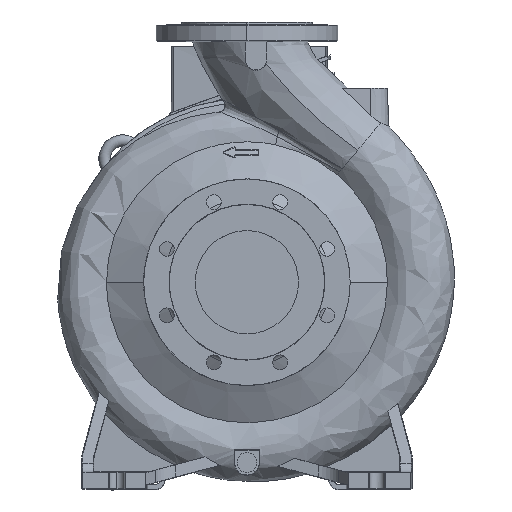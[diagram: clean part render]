
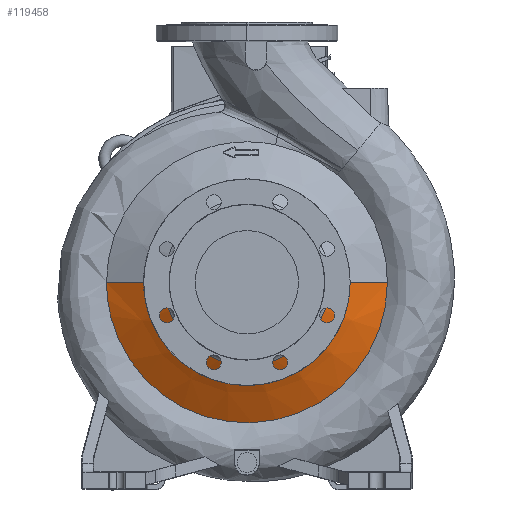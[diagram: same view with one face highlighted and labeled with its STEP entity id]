
A CAD part, top view. The second image highlights one B-rep face of the part: STEP entity #119458.
In plain terms, the highlighted conical face has half-angle 61.633 degrees and reference radius 170 mm.
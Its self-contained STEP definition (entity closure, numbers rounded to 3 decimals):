
#5848 = CARTESIAN_POINT ( 'NONE',  ( -72.825, -100.228, 250. ) ) ;
#6009 = EDGE_CURVE ( 'NONE', #62065, #44612, #111230, .T. ) ;
#6539 = CARTESIAN_POINT ( 'NONE',  ( -110.5, 167.108, 215.855 ) ) ;
#7228 = CARTESIAN_POINT ( 'NONE',  ( -110.5, 132.156, 143.063 ) ) ;
#7921 = CARTESIAN_POINT ( 'NONE',  ( -110.5, -107.621, 118.399 ) ) ;
#8600 = CARTESIAN_POINT ( 'NONE',  ( -110.5, -119.341, 128.88 ) ) ;
#10319 = CARTESIAN_POINT ( 'NONE',  ( -110.5, 0., 250. ) ) ;
#10988 = DIRECTION ( 'NONE',  ( -1., 0., 0. ) ) ;
#15992 = CARTESIAN_POINT ( 'NONE',  ( -110.5, -170., 250. ) ) ;
#16882 = CARTESIAN_POINT ( 'NONE',  ( -110.5, 170., 250. ) ) ;
#17008 = CARTESIAN_POINT ( 'NONE',  ( -110.5, -115.416, 125.124 ) ) ;
#17684 = CARTESIAN_POINT ( 'NONE',  ( -110.5, -169.413, 235.577 ) ) ;
#18370 = CARTESIAN_POINT ( 'NONE',  ( -110.5, -170., 247.881 ) ) ;
#19061 = CARTESIAN_POINT ( 'NONE',  ( -110.5, 97.983, 109.908 ) ) ;
#19733 = CARTESIAN_POINT ( 'NONE',  ( -110.5, -156.632, 180.726 ) ) ;
#22834 = ORIENTED_EDGE ( 'NONE', *, *, #64918, .F. ) ;
#24440 = ORIENTED_EDGE ( 'NONE', *, *, #54234, .F. ) ;
#25235 = DIRECTION ( 'NONE',  ( -0.475, 0.88, 0. ) ) ;
#26484 = VECTOR ( 'NONE', #25235, 1000. ) ;
#27442 = CARTESIAN_POINT ( 'NONE',  ( -110.5, 73.806, 95.579 ) ) ;
#28134 = CARTESIAN_POINT ( 'NONE',  ( -110.5, -168.631, 228.33 ) ) ;
#28811 = CARTESIAN_POINT ( 'NONE',  ( -110.5, 169.47, 235.658 ) ) ;
#29500 = CARTESIAN_POINT ( 'NONE',  ( -110.5, -91.698, 105.678 ) ) ;
#30180 = CARTESIAN_POINT ( 'NONE',  ( -110.5, 25.652, 81.902 ) ) ;
#35815 = CARTESIAN_POINT ( 'NONE',  ( -110.5, 169.735, 239.238 ) ) ;
#37879 = CARTESIAN_POINT ( 'NONE',  ( -110.5, 14.289, 80.601 ) ) ;
#38109 = DIRECTION ( 'NONE',  ( 0., 0., 1. ) ) ;
#38556 = CARTESIAN_POINT ( 'NONE',  ( -110.5, 170., 250. ) ) ;
#38576 = CARTESIAN_POINT ( 'NONE',  ( -110.5, 22.952, 81.512 ) ) ;
#38855 = CONICAL_SURFACE ( 'NONE', #58798, 170., 1.076 ) ;
#39255 = CARTESIAN_POINT ( 'NONE',  ( -110.5, -169.815, 241.525 ) ) ;
#39591 = CARTESIAN_POINT ( 'NONE',  ( -110.5, -170., 250. ) ) ;
#39828 = ORIENTED_EDGE ( 'NONE', *, *, #6009, .T. ) ;
#39936 = CARTESIAN_POINT ( 'NONE',  ( -110.5, 125.534, 135.315 ) ) ;
#40260 = CARTESIAN_POINT ( 'NONE',  ( -72.825, 100.228, 250. ) ) ;
#40612 = CARTESIAN_POINT ( 'NONE',  ( -110.5, 14.553, 80.624 ) ) ;
#43798 = ORIENTED_EDGE ( 'NONE', *, *, #76162, .T. ) ;
#44612 = VERTEX_POINT ( 'NONE', #39591 ) ;
#48312 = CARTESIAN_POINT ( 'NONE',  ( -110.5, 14.421, 80.613 ) ) ;
#48993 = CARTESIAN_POINT ( 'NONE',  ( -110.5, 163.286, 199.896 ) ) ;
#49694 = CARTESIAN_POINT ( 'NONE',  ( -110.5, 129.09, 139.355 ) ) ;
#50387 = CARTESIAN_POINT ( 'NONE',  ( -110.5, 147.952, 164.661 ) ) ;
#51066 = CARTESIAN_POINT ( 'NONE',  ( -110.5, 154.087, 175.939 ) ) ;
#52735 = VERTEX_POINT ( 'NONE', #38556 ) ;
#54234 = EDGE_CURVE ( 'NONE', #52735, #44612, #58096, .T. ) ;
#58096 = B_SPLINE_CURVE_WITH_KNOTS ( 'NONE', 7,
 ( #110178, #110870, #88610, #35815, #28811, #92740, #6539, #48993, #72604, #51066, #50387, #125399, #7228, #124714, #102501, #135148, #49694, #70535, #39936, #103192, #60110, #104548, #19061, #71922, #27442, #81621, #133779, #122677, #30180, #38576, #93422, #135829, #40612, #48312, #37879, #90669, #133085, #69867, #80272, #82304, #60804, #29500, #114302, #61490, #7921, #82990, #91368, #112245, #17008, #103864, #8600, #114971, #59440, #123351, #19733, #62168, #101815, #80953, #28134, #92060, #112921, #17684, #134463, #39255, #124024, #71225, #18370, #113606 ),
 .UNSPECIFIED., .F., .F.,
 ( 8, 5, 5, 5, 5, 5, 5, 5, 5, 5, 5, 5, 5, 8 ),
 ( 0.148, 0.173, 0.263, 0.267, 0.284, 0.381, 0.4, 0.401, 0.529, 0.534, 0.553, 0.655, 0.667, 0.682 ),
 .UNSPECIFIED. ) ;
#58420 = DIRECTION ( 'NONE',  ( -0.475, -0.88, 0. ) ) ;
#58646 = CIRCLE ( 'NONE', #103002, 100.228 ) ;
#58798 = AXIS2_PLACEMENT_3D ( 'NONE', #10319, #10988, #68502 ) ;
#59440 = CARTESIAN_POINT ( 'NONE',  ( -110.5, -142.239, 154.989 ) ) ;
#60110 = CARTESIAN_POINT ( 'NONE',  ( -110.5, 122.258, 131.837 ) ) ;
#60804 = CARTESIAN_POINT ( 'NONE',  ( -110.5, -75.363, 95.794 ) ) ;
#61490 = CARTESIAN_POINT ( 'NONE',  ( -110.5, -107.065, 117.947 ) ) ;
#62065 = VERTEX_POINT ( 'NONE', #5848 ) ;
#62168 = CARTESIAN_POINT ( 'NONE',  ( -110.5, -161.814, 194.543 ) ) ;
#64918 = EDGE_CURVE ( 'NONE', #92575, #52735, #111432, .T. ) ;
#68502 = DIRECTION ( 'NONE',  ( 0., -1., 0. ) ) ;
#69677 = VECTOR ( 'NONE', #58420, 1000. ) ;
#69867 = CARTESIAN_POINT ( 'NONE',  ( -110.5, -22.616, 79.861 ) ) ;
#70088 = DIRECTION ( 'NONE',  ( -1., 0., 0. ) ) ;
#70535 = CARTESIAN_POINT ( 'NONE',  ( -110.5, 127.128, 137.093 ) ) ;
#71225 = CARTESIAN_POINT ( 'NONE',  ( -110.5, -169.969, 245.762 ) ) ;
#71922 = CARTESIAN_POINT ( 'NONE',  ( -110.5, 86.245, 102.167 ) ) ;
#72604 = CARTESIAN_POINT ( 'NONE',  ( -110.5, 159.214, 187.72 ) ) ;
#76162 = EDGE_CURVE ( 'NONE', #92575, #62065, #58646, .T. ) ;
#80272 = CARTESIAN_POINT ( 'NONE',  ( -110.5, -40.81, 82.943 ) ) ;
#80953 = CARTESIAN_POINT ( 'NONE',  ( -110.5, -168.4, 226.623 ) ) ;
#81621 = CARTESIAN_POINT ( 'NONE',  ( -110.5, 60.803, 90.22 ) ) ;
#82304 = CARTESIAN_POINT ( 'NONE',  ( -110.5, -58.503, 88.287 ) ) ;
#82990 = CARTESIAN_POINT ( 'NONE',  ( -110.5, -108.174, 118.854 ) ) ;
#88610 = CARTESIAN_POINT ( 'NONE',  ( -110.5, 169.912, 242.824 ) ) ;
#90669 = CARTESIAN_POINT ( 'NONE',  ( -110.5, 14.157, 80.59 ) ) ;
#91368 = CARTESIAN_POINT ( 'NONE',  ( -110.5, -110.814, 121.047 ) ) ;
#92060 = CARTESIAN_POINT ( 'NONE',  ( -110.5, -168.842, 230.041 ) ) ;
#92575 = VERTEX_POINT ( 'NONE', #40260 ) ;
#92740 = CARTESIAN_POINT ( 'NONE',  ( -110.5, 169.117, 232.086 ) ) ;
#93422 = CARTESIAN_POINT ( 'NONE',  ( -110.5, 20.246, 81.173 ) ) ;
#101815 = CARTESIAN_POINT ( 'NONE',  ( -110.5, -166.014, 210.439 ) ) ;
#102501 = CARTESIAN_POINT ( 'NONE',  ( -110.5, 131.39, 142.123 ) ) ;
#103002 = AXIS2_PLACEMENT_3D ( 'NONE', #133318, #70088, #38109 ) ;
#103192 = CARTESIAN_POINT ( 'NONE',  ( -110.5, 123.91, 133.563 ) ) ;
#103864 = CARTESIAN_POINT ( 'NONE',  ( -110.5, -117.396, 126.984 ) ) ;
#104548 = CARTESIAN_POINT ( 'NONE',  ( -110.5, 110.763, 120.218 ) ) ;
#110178 = CARTESIAN_POINT ( 'NONE',  ( -110.5, 170., 250. ) ) ;
#110870 = CARTESIAN_POINT ( 'NONE',  ( -110.5, 170., 246.412 ) ) ;
#111230 = LINE ( 'NONE', #15992, #69677 ) ;
#111432 = LINE ( 'NONE', #16882, #26484 ) ;
#112245 = CARTESIAN_POINT ( 'NONE',  ( -110.5, -113.402, 123.302 ) ) ;
#112921 = CARTESIAN_POINT ( 'NONE',  ( -110.5, -169.033, 231.753 ) ) ;
#113606 = CARTESIAN_POINT ( 'NONE',  ( -110.5, -170., 250. ) ) ;
#114302 = CARTESIAN_POINT ( 'NONE',  ( -110.5, -106.508, 117.497 ) ) ;
#114971 = CARTESIAN_POINT ( 'NONE',  ( -110.5, -131.537, 141.222 ) ) ;
#119458 = ADVANCED_FACE ( 'NONE', ( #120625 ), #38855, .T. ) ;
#120625 = FACE_OUTER_BOUND ( 'NONE', #125962, .T. ) ;
#122677 = CARTESIAN_POINT ( 'NONE',  ( -110.5, 28.345, 82.343 ) ) ;
#123351 = CARTESIAN_POINT ( 'NONE',  ( -110.5, -150.08, 167.488 ) ) ;
#124024 = CARTESIAN_POINT ( 'NONE',  ( -110.5, -169.908, 243.643 ) ) ;
#124714 = CARTESIAN_POINT ( 'NONE',  ( -110.5, 131.774, 142.592 ) ) ;
#125399 = CARTESIAN_POINT ( 'NONE',  ( -110.5, 140.534, 153.48 ) ) ;
#125962 = EDGE_LOOP ( 'NONE', ( #22834, #43798, #39828, #24440 ) ) ;
#133085 = CARTESIAN_POINT ( 'NONE',  ( -110.5, -4.135, 79.074 ) ) ;
#133318 = CARTESIAN_POINT ( 'NONE',  ( -72.825, 0., 250. ) ) ;
#133779 = CARTESIAN_POINT ( 'NONE',  ( -110.5, 44.764, 85.345 ) ) ;
#134463 = CARTESIAN_POINT ( 'NONE',  ( -110.5, -169.692, 239.409 ) ) ;
#135148 = CARTESIAN_POINT ( 'NONE',  ( -110.5, 131.005, 141.656 ) ) ;
#135829 = CARTESIAN_POINT ( 'NONE',  ( -110.5, 17.402, 80.871 ) ) ;
